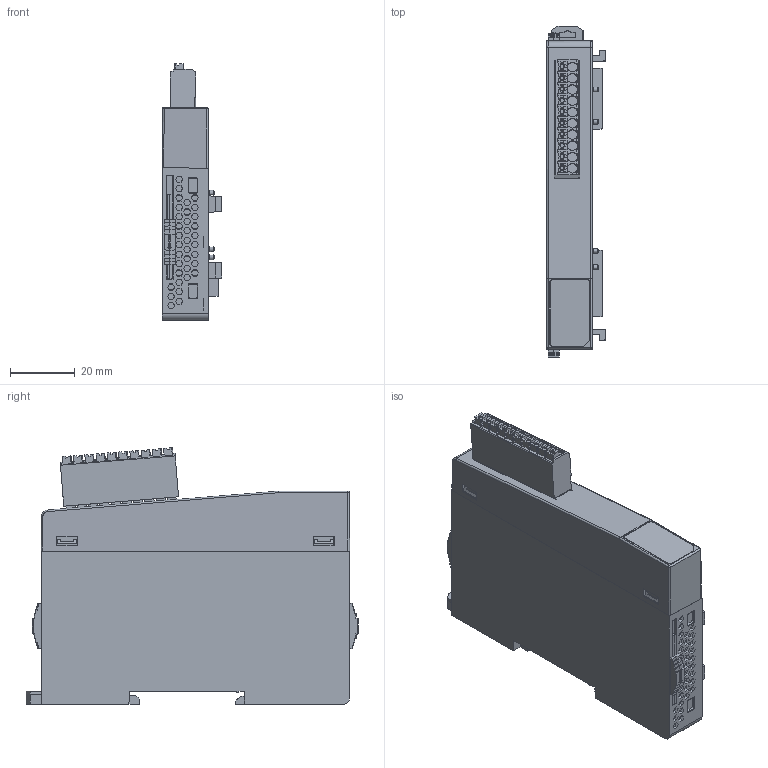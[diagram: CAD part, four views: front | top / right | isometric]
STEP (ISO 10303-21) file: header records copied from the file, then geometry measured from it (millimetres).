
FILE_DESCRIPTION(/* description */ (''),/* implementation_level */ '2;1');
FILE_NAME(/* name */ '',/* time_stamp */ '2024-04-19T15:11:03+08:00',/* author */ (''),/* organization */ (''),/* preprocessor_version */ 'ST-DEVELOPER v14',/* originating_system */ 'SIEMENS PLM Software NX 8.0',/* authorisation */ '');
FILE_SCHEMA (('AUTOMOTIVE_DESIGN { 1 0 10303 214 3 1 1 1 }'));
Products named in the file (1): Admi4D6017056gpn
Bounding box: 18.47 x 102.9 x 79.53 mm (x, y, z)
Volume: 88625.5 mm3; surface area: 24785.4 mm2
Topology: 1 solids, 18 shells, 1856 faces, 5039 edges, 3324 vertices
Faces by surface type: plane 1619, cylinder 152, cone 56, bspline 23, torus 4, sphere 2
Full cylindrical faces by diameter (mm): 1.5 x4
Entity records: 66378 total; most frequent: CARTESIAN_POINT 13361, ORIENTED_EDGE 10022, DIRECTION 9117, EDGE_CURVE 5011, LINE 4353, VECTOR 4353, VERTEX_POINT 3314, AXIS2_PLACEMENT_3D 2382
